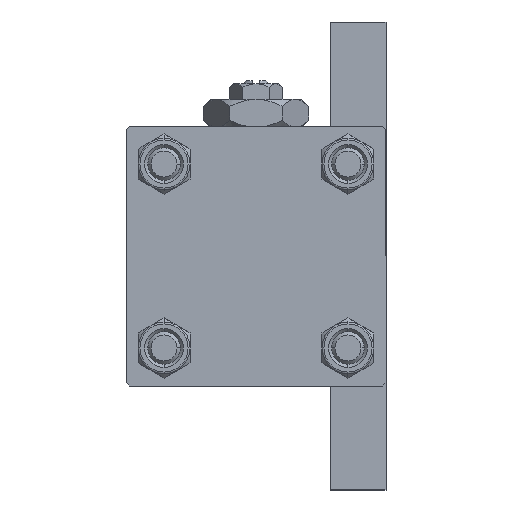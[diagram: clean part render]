
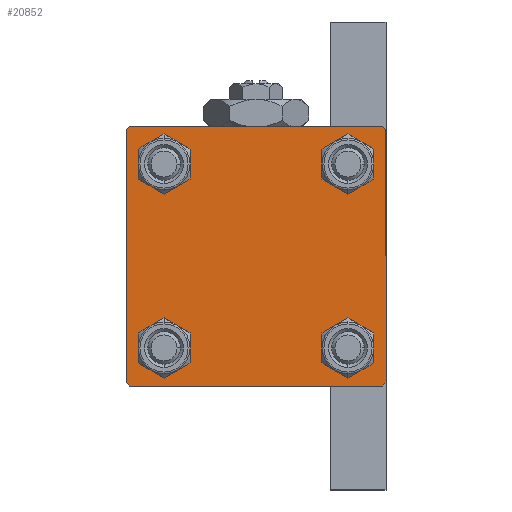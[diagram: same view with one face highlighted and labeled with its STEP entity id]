
A CAD part, left-side view. The second image highlights one B-rep face of the part: STEP entity #20852.
In plain terms, the highlighted planar face has unit normal (-1, 0, 0).
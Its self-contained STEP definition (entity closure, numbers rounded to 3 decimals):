
#919 = ORIENTED_EDGE ( 'NONE', *, *, #21223, .T. ) ;
#1131 = EDGE_CURVE ( 'NONE', #13893, #39998, #36379, .T. ) ;
#1186 = VERTEX_POINT ( 'NONE', #48972 ) ;
#1328 = DIRECTION ( 'NONE',  ( 0., 0., 1. ) ) ;
#1582 = CARTESIAN_POINT ( 'NONE',  ( 0., -14.15, -17.15 ) ) ;
#1596 = FACE_BOUND ( 'NONE', #34586, .T. ) ;
#2784 = VECTOR ( 'NONE', #3032, 1000. ) ;
#3032 = DIRECTION ( 'NONE',  ( 0., -1., 0. ) ) ;
#4345 = CARTESIAN_POINT ( 'NONE',  ( 0., -14.15, -14.15 ) ) ;
#4621 = FACE_BOUND ( 'NONE', #27472, .T. ) ;
#5169 = DIRECTION ( 'NONE',  ( 0., 0., 1. ) ) ;
#5500 = ORIENTED_EDGE ( 'NONE', *, *, #42842, .T. ) ;
#5649 = VERTEX_POINT ( 'NONE', #34089 ) ;
#6052 = LINE ( 'NONE', #40826, #39743 ) ;
#6054 = CARTESIAN_POINT ( 'NONE',  ( 0., 20., -20. ) ) ;
#6262 = DIRECTION ( 'NONE',  ( 0., 0., 1. ) ) ;
#7270 = ORIENTED_EDGE ( 'NONE', *, *, #30870, .T. ) ;
#7393 = VERTEX_POINT ( 'NONE', #38783 ) ;
#7995 = ORIENTED_EDGE ( 'NONE', *, *, #40594, .T. ) ;
#8765 = CARTESIAN_POINT ( 'NONE',  ( 0., -14.15, 14.15 ) ) ;
#9115 = AXIS2_PLACEMENT_3D ( 'NONE', #28791, #16443, #24769 ) ;
#9653 = DIRECTION ( 'NONE',  ( 0., 0., -1. ) ) ;
#10031 = DIRECTION ( 'NONE',  ( 1., 0., 0. ) ) ;
#10236 = CARTESIAN_POINT ( 'NONE',  ( 0., 14.15, -11.15 ) ) ;
#10918 = DIRECTION ( 'NONE',  ( 1., 0., 0. ) ) ;
#11347 = EDGE_LOOP ( 'NONE', ( #46927, #7995, #919, #11571, #15485, #31485, #19461, #21695 ) ) ;
#11571 = ORIENTED_EDGE ( 'NONE', *, *, #48746, .T. ) ;
#12066 = VERTEX_POINT ( 'NONE', #10236 ) ;
#12432 = PLANE ( 'NONE',  #30117 ) ;
#12803 = AXIS2_PLACEMENT_3D ( 'NONE', #4345, #32086, #1328 ) ;
#12806 = DIRECTION ( 'NONE',  ( 0., 0., 1. ) ) ;
#13567 = CARTESIAN_POINT ( 'NONE',  ( 0., 14.15, -14.15 ) ) ;
#13656 = VECTOR ( 'NONE', #9653, 1000. ) ;
#13893 = VERTEX_POINT ( 'NONE', #46459 ) ;
#14190 = VERTEX_POINT ( 'NONE', #18955 ) ;
#14273 = VERTEX_POINT ( 'NONE', #28259 ) ;
#14458 = CARTESIAN_POINT ( 'NONE',  ( 0., 14.15, 14.15 ) ) ;
#14575 = DIRECTION ( 'NONE',  ( 0., -0.707, 0.707 ) ) ;
#14825 = LINE ( 'NONE', #48857, #47085 ) ;
#14941 = CIRCLE ( 'NONE', #18971, 3. ) ;
#15437 = EDGE_CURVE ( 'NONE', #25365, #14273, #14941, .T. ) ;
#15485 = ORIENTED_EDGE ( 'NONE', *, *, #1131, .F. ) ;
#16125 = CARTESIAN_POINT ( 'NONE',  ( 0., -14.15, -11.15 ) ) ;
#16212 = DIRECTION ( 'NONE',  ( 0., 0.707, -0.707 ) ) ;
#16430 = VERTEX_POINT ( 'NONE', #30145 ) ;
#16443 = DIRECTION ( 'NONE',  ( 1., 0., 0. ) ) ;
#16468 = FACE_OUTER_BOUND ( 'NONE', #11347, .T. ) ;
#16718 = DIRECTION ( 'NONE',  ( -1., 0., 0. ) ) ;
#16721 = CARTESIAN_POINT ( 'NONE',  ( 0., 19.75, 19.75 ) ) ;
#16756 = DIRECTION ( 'NONE',  ( 1., 0., 0. ) ) ;
#17356 = ORIENTED_EDGE ( 'NONE', *, *, #15437, .T. ) ;
#17725 = DIRECTION ( 'NONE',  ( 1., 0., 0. ) ) ;
#17903 = AXIS2_PLACEMENT_3D ( 'NONE', #34303, #34775, #35029 ) ;
#18240 = DIRECTION ( 'NONE',  ( 0., 0., 1. ) ) ;
#18845 = VECTOR ( 'NONE', #36069, 1000. ) ;
#18863 = CARTESIAN_POINT ( 'NONE',  ( 0., 14.15, 17.15 ) ) ;
#18908 = LINE ( 'NONE', #34280, #2784 ) ;
#18955 = CARTESIAN_POINT ( 'NONE',  ( 0., -19.5, 20. ) ) ;
#18971 = AXIS2_PLACEMENT_3D ( 'NONE', #8765, #35753, #12806 ) ;
#19245 = CIRCLE ( 'NONE', #12803, 3. ) ;
#19270 = EDGE_LOOP ( 'NONE', ( #5500, #26286 ) ) ;
#19461 = ORIENTED_EDGE ( 'NONE', *, *, #23733, .F. ) ;
#20749 = LINE ( 'NONE', #16721, #39561 ) ;
#20852 = ADVANCED_FACE ( 'NONE', ( #4621, #27568, #39649, #1596, #16468 ), #12432, .T. ) ;
#21223 = EDGE_CURVE ( 'NONE', #34235, #7393, #29000, .T. ) ;
#21695 = ORIENTED_EDGE ( 'NONE', *, *, #37548, .T. ) ;
#22026 = CARTESIAN_POINT ( 'NONE',  ( 0., -14.15, 14.15 ) ) ;
#23733 = EDGE_CURVE ( 'NONE', #42219, #14190, #18908, .T. ) ;
#24614 = AXIS2_PLACEMENT_3D ( 'NONE', #22026, #10918, #18240 ) ;
#24769 = DIRECTION ( 'NONE',  ( 0., 0., 1. ) ) ;
#25151 = CIRCLE ( 'NONE', #31585, 3. ) ;
#25365 = VERTEX_POINT ( 'NONE', #47220 ) ;
#25471 = DIRECTION ( 'NONE',  ( 0., 0.707, 0.707 ) ) ;
#25798 = CARTESIAN_POINT ( 'NONE',  ( 0., -20., 20. ) ) ;
#26216 = ORIENTED_EDGE ( 'NONE', *, *, #28700, .T. ) ;
#26286 = ORIENTED_EDGE ( 'NONE', *, *, #43949, .T. ) ;
#26396 = EDGE_CURVE ( 'NONE', #13893, #14190, #6052, .T. ) ;
#26811 = VECTOR ( 'NONE', #29853, 1000. ) ;
#27020 = CIRCLE ( 'NONE', #24614, 3. ) ;
#27321 = DIRECTION ( 'NONE',  ( 0., 0., 1. ) ) ;
#27472 = EDGE_LOOP ( 'NONE', ( #17356, #35015 ) ) ;
#27568 = FACE_BOUND ( 'NONE', #31846, .T. ) ;
#28259 = CARTESIAN_POINT ( 'NONE',  ( 0., -14.15, 11.15 ) ) ;
#28691 = CARTESIAN_POINT ( 'NONE',  ( 0., 19.5, 20. ) ) ;
#28700 = EDGE_CURVE ( 'NONE', #46583, #45936, #19245, .T. ) ;
#28788 = CARTESIAN_POINT ( 'NONE',  ( 0., -20., -19.5 ) ) ;
#28791 = CARTESIAN_POINT ( 'NONE',  ( 0., -14.15, -14.15 ) ) ;
#29000 = LINE ( 'NONE', #6054, #18845 ) ;
#29650 = ORIENTED_EDGE ( 'NONE', *, *, #49427, .T. ) ;
#29853 = DIRECTION ( 'NONE',  ( 0., -0.707, -0.707 ) ) ;
#29941 = VERTEX_POINT ( 'NONE', #49623 ) ;
#30030 = ORIENTED_EDGE ( 'NONE', *, *, #45672, .T. ) ;
#30117 = AXIS2_PLACEMENT_3D ( 'NONE', #32353, #16718, #27321 ) ;
#30145 = CARTESIAN_POINT ( 'NONE',  ( 0., 20., 19.5 ) ) ;
#30438 = DIRECTION ( 'NONE',  ( 0., 0., -1. ) ) ;
#30870 = EDGE_CURVE ( 'NONE', #42914, #1186, #47383, .T. ) ;
#31485 = ORIENTED_EDGE ( 'NONE', *, *, #26396, .T. ) ;
#31585 = AXIS2_PLACEMENT_3D ( 'NONE', #13567, #10031, #6262 ) ;
#31846 = EDGE_LOOP ( 'NONE', ( #30030, #26216 ) ) ;
#32086 = DIRECTION ( 'NONE',  ( 1., 0., 0. ) ) ;
#32353 = CARTESIAN_POINT ( 'NONE',  ( 0., 0., 0. ) ) ;
#34089 = CARTESIAN_POINT ( 'NONE',  ( 0., 14.15, -17.15 ) ) ;
#34235 = VERTEX_POINT ( 'NONE', #39463 ) ;
#34249 = AXIS2_PLACEMENT_3D ( 'NONE', #14458, #17725, #45196 ) ;
#34280 = CARTESIAN_POINT ( 'NONE',  ( 0., 20., 20. ) ) ;
#34303 = CARTESIAN_POINT ( 'NONE',  ( 0., 14.15, -14.15 ) ) ;
#34586 = EDGE_LOOP ( 'NONE', ( #7270, #29650 ) ) ;
#34775 = DIRECTION ( 'NONE',  ( 1., 0., 0. ) ) ;
#35015 = ORIENTED_EDGE ( 'NONE', *, *, #49411, .T. ) ;
#35029 = DIRECTION ( 'NONE',  ( 0., 0., 1. ) ) ;
#35753 = DIRECTION ( 'NONE',  ( 1., 0., 0. ) ) ;
#36069 = DIRECTION ( 'NONE',  ( 0., -1., 0. ) ) ;
#36379 = LINE ( 'NONE', #25798, #13656 ) ;
#37548 = EDGE_CURVE ( 'NONE', #42219, #16430, #20749, .T. ) ;
#38274 = EDGE_CURVE ( 'NONE', #16430, #29941, #42256, .T. ) ;
#38783 = CARTESIAN_POINT ( 'NONE',  ( 0., -19.5, -20. ) ) ;
#39463 = CARTESIAN_POINT ( 'NONE',  ( 0., 19.5, -20. ) ) ;
#39561 = VECTOR ( 'NONE', #16212, 1000. ) ;
#39649 = FACE_BOUND ( 'NONE', #19270, .T. ) ;
#39694 = CARTESIAN_POINT ( 'NONE',  ( 0., 14.15, 14.15 ) ) ;
#39743 = VECTOR ( 'NONE', #25471, 1000. ) ;
#39998 = VERTEX_POINT ( 'NONE', #28788 ) ;
#40594 = EDGE_CURVE ( 'NONE', #29941, #34235, #49002, .T. ) ;
#40826 = CARTESIAN_POINT ( 'NONE',  ( 0., -19.75, 19.75 ) ) ;
#41330 = CIRCLE ( 'NONE', #9115, 3. ) ;
#41928 = CARTESIAN_POINT ( 'NONE',  ( 0., 19.75, -19.75 ) ) ;
#42219 = VERTEX_POINT ( 'NONE', #28691 ) ;
#42256 = LINE ( 'NONE', #45303, #46032 ) ;
#42842 = EDGE_CURVE ( 'NONE', #12066, #5649, #25151, .T. ) ;
#42914 = VERTEX_POINT ( 'NONE', #18863 ) ;
#43949 = EDGE_CURVE ( 'NONE', #5649, #12066, #45289, .T. ) ;
#45196 = DIRECTION ( 'NONE',  ( 0., 0., 1. ) ) ;
#45289 = CIRCLE ( 'NONE', #17903, 3. ) ;
#45303 = CARTESIAN_POINT ( 'NONE',  ( 0., 20., 20. ) ) ;
#45511 = CIRCLE ( 'NONE', #34249, 3. ) ;
#45672 = EDGE_CURVE ( 'NONE', #45936, #46583, #41330, .T. ) ;
#45936 = VERTEX_POINT ( 'NONE', #16125 ) ;
#46032 = VECTOR ( 'NONE', #30438, 1000. ) ;
#46459 = CARTESIAN_POINT ( 'NONE',  ( 0., -20., 19.5 ) ) ;
#46583 = VERTEX_POINT ( 'NONE', #1582 ) ;
#46927 = ORIENTED_EDGE ( 'NONE', *, *, #38274, .T. ) ;
#47085 = VECTOR ( 'NONE', #14575, 1000. ) ;
#47220 = CARTESIAN_POINT ( 'NONE',  ( 0., -14.15, 17.15 ) ) ;
#47383 = CIRCLE ( 'NONE', #49007, 3. ) ;
#48746 = EDGE_CURVE ( 'NONE', #7393, #39998, #14825, .T. ) ;
#48857 = CARTESIAN_POINT ( 'NONE',  ( 0., -19.75, -19.75 ) ) ;
#48972 = CARTESIAN_POINT ( 'NONE',  ( 0., 14.15, 11.15 ) ) ;
#49002 = LINE ( 'NONE', #41928, #26811 ) ;
#49007 = AXIS2_PLACEMENT_3D ( 'NONE', #39694, #16756, #5169 ) ;
#49411 = EDGE_CURVE ( 'NONE', #14273, #25365, #27020, .T. ) ;
#49427 = EDGE_CURVE ( 'NONE', #1186, #42914, #45511, .T. ) ;
#49623 = CARTESIAN_POINT ( 'NONE',  ( 0., 20., -19.5 ) ) ;
